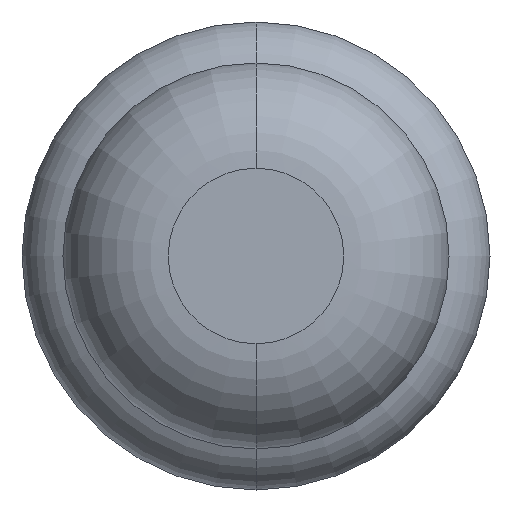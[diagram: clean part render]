
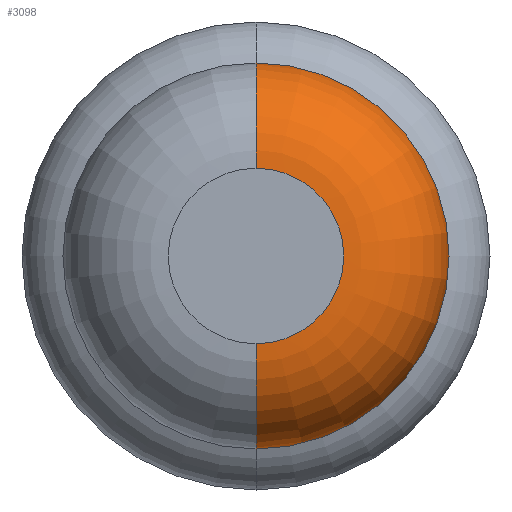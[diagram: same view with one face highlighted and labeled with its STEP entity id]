
A CAD part, front view. The second image highlights one B-rep face of the part: STEP entity #3098.
In plain terms, the highlighted toroidal (fillet/blend) face has major radius 0.375 mm and minor radius 0.45 mm.
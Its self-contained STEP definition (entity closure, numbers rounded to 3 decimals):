
#55 = VERTEX_POINT ( 'NONE', #692 ) ;
#64 = DIRECTION ( 'NONE',  ( 0., 0., 1. ) ) ;
#84 = VERTEX_POINT ( 'NONE', #728 ) ;
#94 = ORIENTED_EDGE ( 'NONE', *, *, #2585, .F. ) ;
#161 = ORIENTED_EDGE ( 'NONE', *, *, #2347, .T. ) ;
#202 = AXIS2_PLACEMENT_3D ( 'NONE', #564, #1071, #64 ) ;
#260 = AXIS2_PLACEMENT_3D ( 'NONE', #456, #1982, #1769 ) ;
#298 = AXIS2_PLACEMENT_3D ( 'NONE', #3182, #3192, #668 ) ;
#312 = DIRECTION ( 'NONE',  ( 0., 1., 0. ) ) ;
#337 = CARTESIAN_POINT ( 'NONE',  ( 0., -26., -0.375 ) ) ;
#456 = CARTESIAN_POINT ( 'NONE',  ( 0., -26., 0. ) ) ;
#500 = DIRECTION ( 'NONE',  ( -1., 0., 0. ) ) ;
#564 = CARTESIAN_POINT ( 'NONE',  ( 0., -25.55, 0. ) ) ;
#587 = CIRCLE ( 'NONE', #298, 0.45 ) ;
#648 = EDGE_CURVE ( 'NONE', #55, #2725, #3250, .T. ) ;
#662 = ORIENTED_EDGE ( 'NONE', *, *, #2011, .T. ) ;
#668 = DIRECTION ( 'NONE',  ( 0., 0., -1. ) ) ;
#692 = CARTESIAN_POINT ( 'NONE',  ( 0., -26., 0.375 ) ) ;
#728 = CARTESIAN_POINT ( 'NONE',  ( 0., -25.55, -0.825 ) ) ;
#815 = CARTESIAN_POINT ( 'NONE',  ( 0., -25.55, 0.375 ) ) ;
#1059 = CARTESIAN_POINT ( 'NONE',  ( 0., -25.55, 0. ) ) ;
#1070 = CIRCLE ( 'NONE', #202, 0.825 ) ;
#1071 = DIRECTION ( 'NONE',  ( 0., 1., 0. ) ) ;
#1174 = VERTEX_POINT ( 'NONE', #337 ) ;
#1303 = DIRECTION ( 'NONE',  ( 0., 0., 1. ) ) ;
#1425 = EDGE_LOOP ( 'NONE', ( #662, #161, #94, #3177 ) ) ;
#1769 = DIRECTION ( 'NONE',  ( 0., 0., 1. ) ) ;
#1982 = DIRECTION ( 'NONE',  ( 0., 1., 0. ) ) ;
#2011 = EDGE_CURVE ( 'Defeature ausgef�hrt3_7+Defeature ausgef�hrt3_6+Defeature ausgef�hrt3_6+Defeature ausgef�hrt3_6', #55, #1174, #2622, .T. ) ;
#2347 = EDGE_CURVE ( 'NONE', #1174, #84, #587, .T. ) ;
#2454 = TOROIDAL_SURFACE ( 'NONE', #2967, 0.375, 0.45 ) ;
#2585 = EDGE_CURVE ( 'Defeature ausgef�hrt3_8+Defeature ausgef�hrt3_7+Defeature ausgef�hrt3_7+Defeature ausgef�hrt3_7', #2725, #84, #1070, .T. ) ;
#2622 = CIRCLE ( 'NONE', #260, 0.375 ) ;
#2725 = VERTEX_POINT ( 'NONE', #3154 ) ;
#2728 = AXIS2_PLACEMENT_3D ( 'NONE', #815, #500, #1303 ) ;
#2967 = AXIS2_PLACEMENT_3D ( 'NONE', #1059, #312, #3114 ) ;
#3050 = FACE_OUTER_BOUND ( 'NONE', #1425, .T. ) ;
#3098 = ADVANCED_FACE ( 'Defeature ausgef�hrt3_7', ( #3050 ), #2454, .T. ) ;
#3114 = DIRECTION ( 'NONE',  ( 0., 0., 1. ) ) ;
#3154 = CARTESIAN_POINT ( 'NONE',  ( 0., -25.55, 0.825 ) ) ;
#3177 = ORIENTED_EDGE ( 'NONE', *, *, #648, .F. ) ;
#3182 = CARTESIAN_POINT ( 'NONE',  ( 0., -25.55, -0.375 ) ) ;
#3192 = DIRECTION ( 'NONE',  ( 1., 0., 0. ) ) ;
#3250 = CIRCLE ( 'NONE', #2728, 0.45 ) ;
